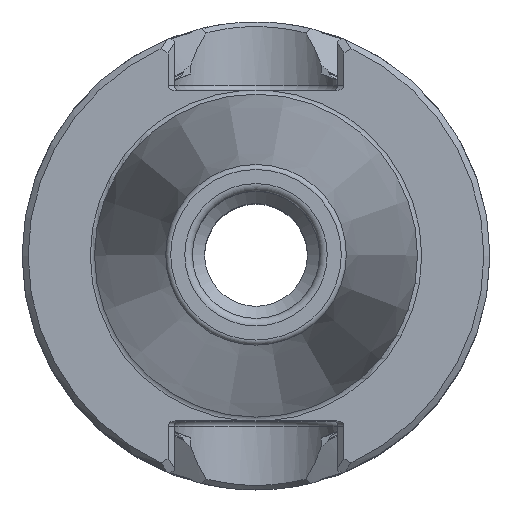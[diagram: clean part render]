
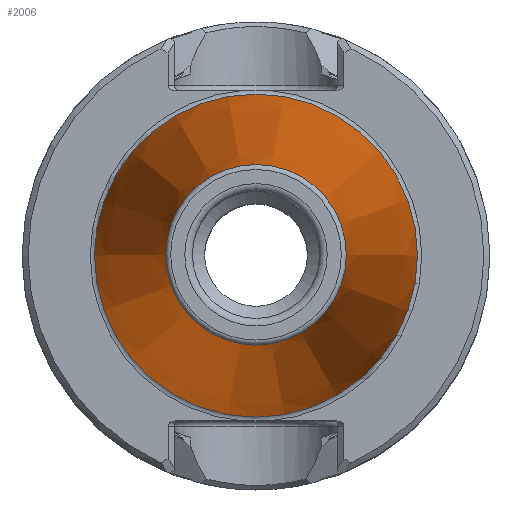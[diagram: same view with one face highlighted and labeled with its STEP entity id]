
A CAD part, top view. The second image highlights one B-rep face of the part: STEP entity #2006.
In plain terms, the highlighted conical face has half-angle 8.297 degrees and reference radius 8.879 mm.
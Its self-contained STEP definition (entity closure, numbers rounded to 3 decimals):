
#261=CONICAL_SURFACE('',#2110,8.879,0.145);
#285=ORIENTED_EDGE('',*,*,#687,.T.);
#286=ORIENTED_EDGE('',*,*,#686,.F.);
#686=EDGE_CURVE('',#888,#888,#1030,.T.);
#687=EDGE_CURVE('',#889,#889,#1031,.T.);
#888=VERTEX_POINT('',#2671);
#889=VERTEX_POINT('',#2674);
#1030=CIRCLE('',#2109,8.879);
#1031=CIRCLE('',#2111,15.876);
#1093=EDGE_LOOP('',(#285));
#1094=EDGE_LOOP('',(#286));
#1215=FACE_BOUND('',#1093,.T.);
#1216=FACE_BOUND('',#1094,.T.);
#2006=ADVANCED_FACE('',(#1215,#1216),#261,.T.);
#2109=AXIS2_PLACEMENT_3D('',#2670,#2288,#2289);
#2110=AXIS2_PLACEMENT_3D('',#2672,#2290,#2291);
#2111=AXIS2_PLACEMENT_3D('',#2673,#2292,#2293);
#2288=DIRECTION('',(0.,0.,1.));
#2289=DIRECTION('',(1.,0.,0.));
#2290=DIRECTION('',(0.,0.,-1.));
#2291=DIRECTION('',(-1.,0.,0.));
#2292=DIRECTION('',(0.,0.,1.));
#2293=DIRECTION('',(1.,0.,0.));
#2670=CARTESIAN_POINT('',(0.,0.,47.972));
#2671=CARTESIAN_POINT('',(8.879,0.,47.972));
#2672=CARTESIAN_POINT('',(0.,0.,47.972));
#2673=CARTESIAN_POINT('',(0.,0.,-0.009));
#2674=CARTESIAN_POINT('',(15.876,0.,-0.009));
